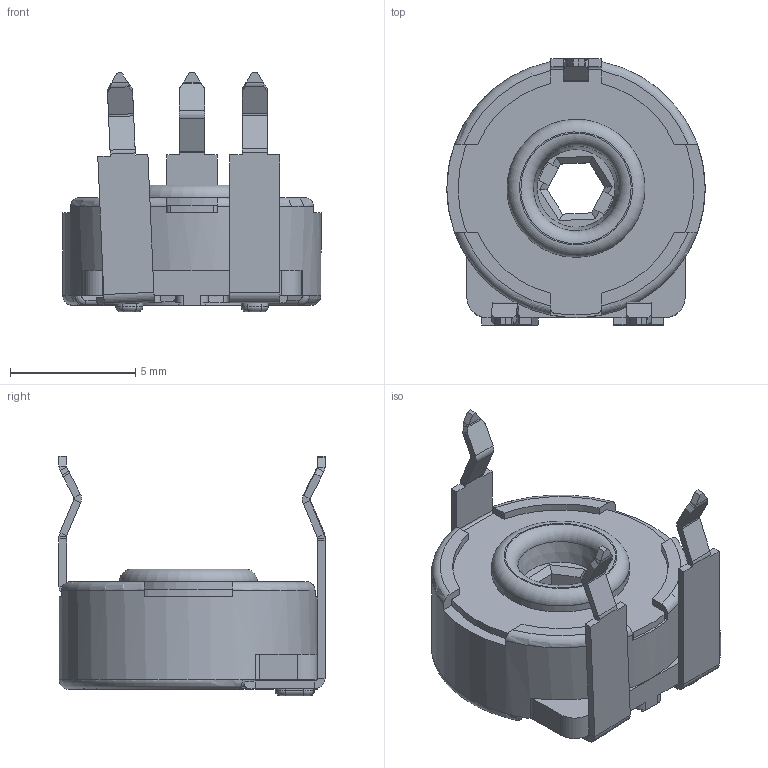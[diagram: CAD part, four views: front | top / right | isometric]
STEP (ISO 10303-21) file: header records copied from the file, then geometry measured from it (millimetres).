
FILE_DESCRIPTION (( 'STEP AP214' ), '1' );
FILE_NAME ('PT10MV13-CONJUNTO COMERCIAL.STEP', '2025-04-16T08:09:37', ( '' ), ( '' ), 'SwSTEP 2.0', 'SolidWorks 2022', '' );
FILE_SCHEMA (( 'AUTOMOTIVE_DESIGN' ));
Length unit declared in the file: millimetre
Products named in the file (1): PT10MV13-CONJUNTO COMERCIAL
Bounding box: 10.3 x 10.61 x 9.55 mm (x, y, z)
Surface area: 710.3 mm2 (no closed solid volume)
Topology: 0 solids, 9 shells, 366 faces, 1070 edges, 702 vertices
Faces by surface type: plane 237, cylinder 87, bspline 22, torus 19, cone 1
Full cylindrical faces by diameter (mm): 2.4 x1, 3 x1, 3.15 x1, 5.5 x1, 9 x1, 10.3 x1
Entity records: 16787 total; most frequent: CARTESIAN_POINT 3251, DIRECTION 1922, ORIENTED_EDGE 1914, EDGE_CURVE 1057, VERTEX_POINT 698, LINE 696, VECTOR 696, AXIS2_PLACEMENT_3D 613
